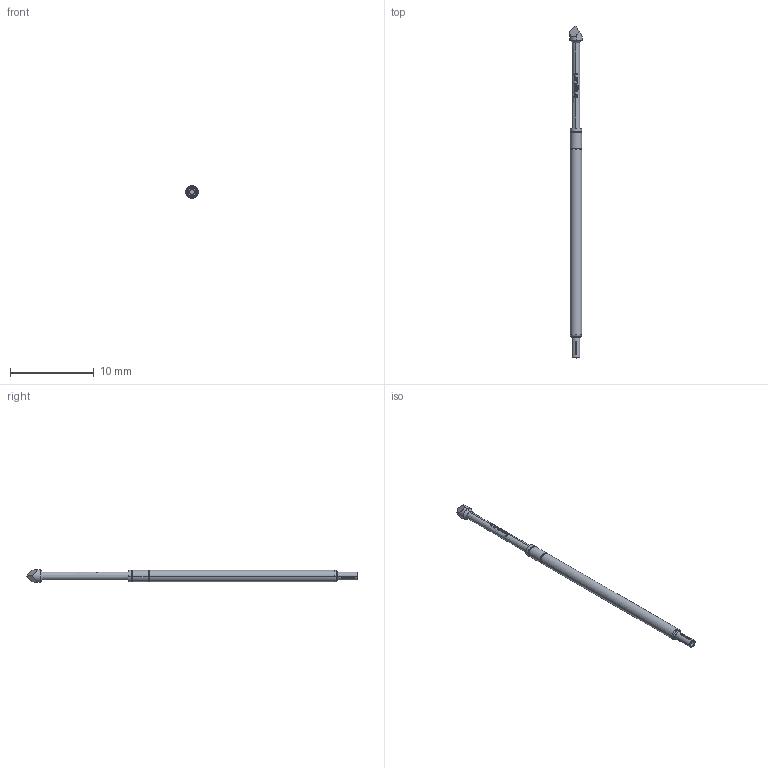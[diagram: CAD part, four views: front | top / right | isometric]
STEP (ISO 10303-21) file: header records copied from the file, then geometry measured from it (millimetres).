
FILE_DESCRIPTION (( 'STEP AP203' ), '1' );
FILE_NAME ('INGUN_S-075_307_150_A_xx00_L.STEP', '2022-01-27T14:35:05', ( 'ochi' ), ( '' ), 'SwSTEP 2.0', 'SolidWorks 2018', '' );
FILE_SCHEMA (( 'CONFIG_CONTROL_DESIGN' ));
Length unit declared in the file: millimetre
Products named in the file (1): INGUN_S-075_307_150_A_xx00_L
Bounding box: 1.5 x 39.62 x 1.5 mm (x, y, z)
Volume: 46 mm3; surface area: 160.3 mm2
Topology: 1 solids, 1 shells, 139 faces, 360 edges, 232 vertices
Faces by surface type: bspline 73, cylinder 25, cone 15, torus 14, plane 12
Entity records: 6443 total; most frequent: CARTESIAN_POINT 3604, ORIENTED_EDGE 720, EDGE_CURVE 360, DIRECTION 331, VERTEX_POINT 232, B_SPLINE_CURVE_WITH_KNOTS 230, EDGE_LOOP 148, AXIS2_PLACEMENT_3D 139
